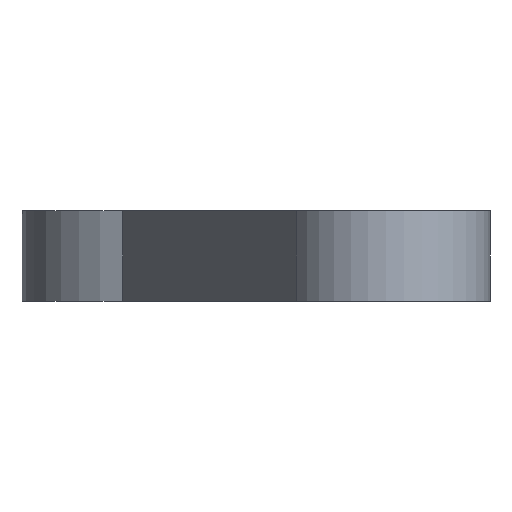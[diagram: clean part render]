
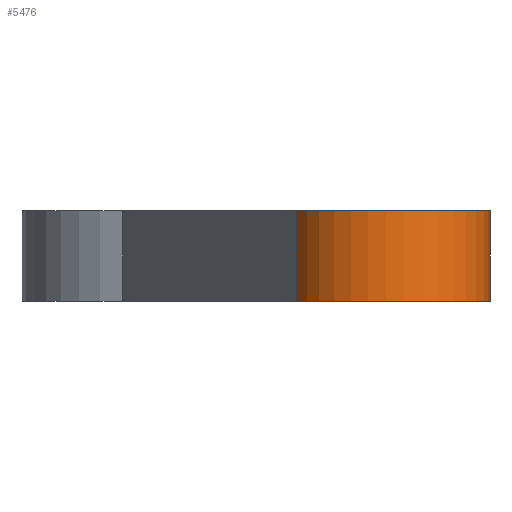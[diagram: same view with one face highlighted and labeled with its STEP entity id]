
A CAD part, left-side view. The second image highlights one B-rep face of the part: STEP entity #5476.
In plain terms, the highlighted cylindrical face has radius 40 mm (diameter 80 mm), a partial arc.
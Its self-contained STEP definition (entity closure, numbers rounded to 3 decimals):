
#23=CARTESIAN_POINT('',(-150.,-83.5,-17.5));
#24=DIRECTION('',(0.,0.,1.));
#25=DIRECTION('',(-0.5,0.866,0.));
#26=AXIS2_PLACEMENT_3D('',#23,#24,#25);
#110=DIRECTION('',(0.,0.,1.));
#111=VECTOR('',#110,35.);
#112=CARTESIAN_POINT('',(-143.054,-122.892,-17.5));
#113=LINE('',#112,#111);
#213=CARTESIAN_POINT('',(-150.,-83.5,17.5));
#214=DIRECTION('',(0.,0.,1.));
#215=DIRECTION('',(-0.5,0.866,0.));
#216=AXIS2_PLACEMENT_3D('',#213,#214,#215);
#1420=DIRECTION('',(0.,0.,1.));
#1421=VECTOR('',#1420,35.);
#1422=CARTESIAN_POINT('',(-170.,-48.859,-17.5));
#1423=LINE('',#1422,#1421);
#3201=CARTESIAN_POINT('',(-170.,-48.859,-17.5));
#3203=VERTEX_POINT('',#3201);
#3204=CARTESIAN_POINT('',(-143.054,-122.892,-17.5));
#3205=VERTEX_POINT('',#3204);
#3207=CARTESIAN_POINT('',(-170.,-48.859,17.5));
#3209=VERTEX_POINT('',#3207);
#3210=CARTESIAN_POINT('',(-143.054,-122.892,17.5));
#3211=VERTEX_POINT('',#3210);
#5465=CARTESIAN_POINT('',(-150.,-83.5,-17.5));
#5466=DIRECTION('',(0.,0.,1.));
#5467=DIRECTION('',(1.,0.,0.));
#5468=AXIS2_PLACEMENT_3D('',#5465,#5466,#5467);
#5469=CYLINDRICAL_SURFACE('',#5468,40.);
#5470=ORIENTED_EDGE('',*,*,#4261,.F.);
#5471=ORIENTED_EDGE('',*,*,#5460,.T.);
#5472=ORIENTED_EDGE('',*,*,#4374,.T.);
#5473=ORIENTED_EDGE('',*,*,#4340,.F.);
#5474=EDGE_LOOP('',(#5470,#5471,#5472,#5473));
#5475=FACE_OUTER_BOUND('',#5474,.F.);
#5476=ADVANCED_FACE('',(#5475),#5469,.T.);
#27=CIRCLE('',#26,40.);
#217=CIRCLE('',#216,40.);
#4261=EDGE_CURVE('',#3203,#3205,#27,.T.);
#4340=EDGE_CURVE('',#3205,#3211,#113,.T.);
#4374=EDGE_CURVE('',#3209,#3211,#217,.T.);
#5460=EDGE_CURVE('',#3203,#3209,#1423,.T.);
